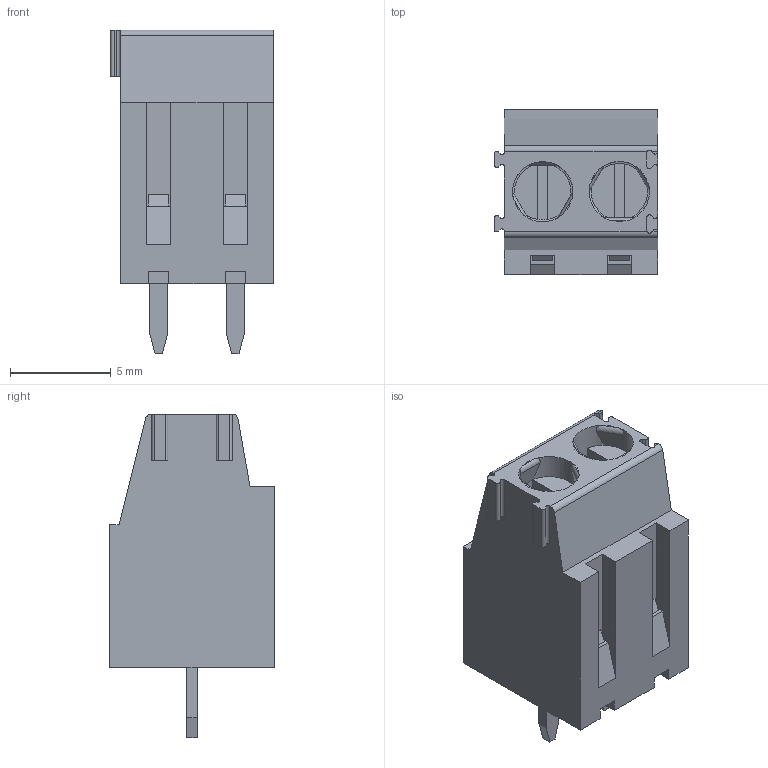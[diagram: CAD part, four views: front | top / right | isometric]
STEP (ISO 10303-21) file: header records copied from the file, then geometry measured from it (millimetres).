
FILE_DESCRIPTION( ( 'STEP AP203' ), '1' );
FILE_NAME( 'MVS132-3.81-V.stp', ' ', ( ' ' ), ( ' ' ), 'PSStep 15.0.49', 'VISI 20.0', ' ' );
FILE_SCHEMA( ( 'AUTOMOTIVE_DESIGN { 1 0 10303 214 1 1 1 1 }' ) );
Length unit declared in the file: millimetre
Products named in the file (1): 1
Bounding box: 8.12 x 8.2 x 16.1 mm (x, y, z)
Volume: 630.9 mm3; surface area: 664.5 mm2
Topology: 1 solids, 1 shells, 162 faces, 456 edges, 300 vertices
Faces by surface type: plane 126, cylinder 32, torus 2, cone 2
Full cylindrical faces by diameter (mm): 2 x2, 2.1 x2, 2.8 x2, 3 x2
Entity records: 6491 total; most frequent: CARTESIAN_POINT 991, ORIENTED_EDGE 876, DIRECTION 846, EDGE_CURVE 438, LINE 328, VECTOR 328, VERTEX_POINT 294, AXIS2_PLACEMENT_3D 259
